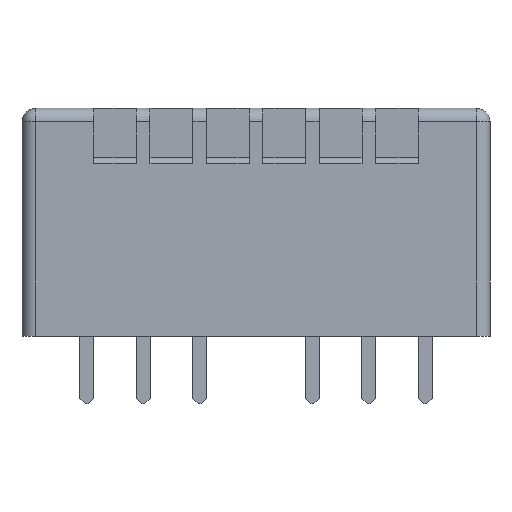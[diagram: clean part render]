
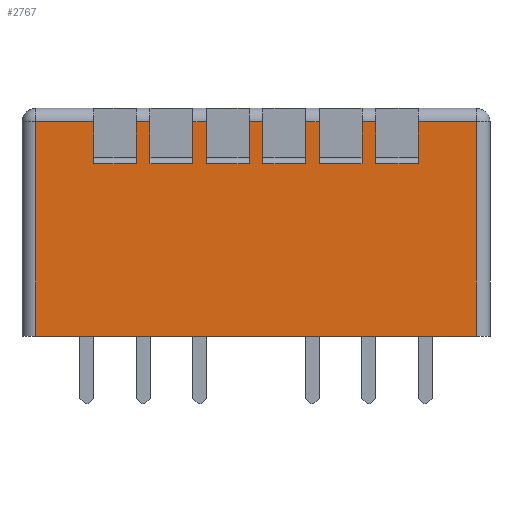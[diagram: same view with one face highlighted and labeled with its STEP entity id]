
A CAD part, left-side view. The second image highlights one B-rep face of the part: STEP entity #2767.
In plain terms, the highlighted planar face has unit normal (-1, 0, 0).
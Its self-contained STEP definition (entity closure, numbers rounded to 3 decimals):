
#131=PLANE('',#2977);
#259=FACE_OUTER_BOUND('',#405,.T.);
#405=EDGE_LOOP('',(#2189,#2190,#2191,#2192,#2193,#2194,#2195,#2196,#2197,
#2198,#2199,#2200,#2201,#2202,#2203,#2204,#2205,#2206,#2207,#2208,#2209,
#2210,#2211,#2212,#2213,#2214,#2215,#2216));
#494=LINE('',#3834,#826);
#499=LINE('',#3849,#831);
#504=LINE('',#3864,#836);
#509=LINE('',#3879,#841);
#514=LINE('',#3894,#846);
#519=LINE('',#3909,#851);
#562=LINE('',#4031,#894);
#565=LINE('',#4040,#897);
#569=LINE('',#4049,#901);
#572=LINE('',#4058,#904);
#576=LINE('',#4067,#908);
#579=LINE('',#4076,#911);
#602=LINE('',#4136,#934);
#607=LINE('',#4147,#939);
#609=LINE('',#4154,#941);
#614=LINE('',#4165,#946);
#618=LINE('',#4175,#950);
#621=LINE('',#4184,#953);
#637=LINE('',#4224,#969);
#639=LINE('',#4229,#971);
#642=LINE('',#4233,#974);
#643=LINE('',#4235,#975);
#646=LINE('',#4239,#978);
#648=LINE('',#4245,#980);
#649=LINE('',#4248,#981);
#650=LINE('',#4250,#982);
#651=LINE('',#4251,#983);
#652=LINE('',#4252,#984);
#826=VECTOR('',#3080,10.);
#831=VECTOR('',#3093,10.);
#836=VECTOR('',#3106,10.);
#841=VECTOR('',#3119,10.);
#846=VECTOR('',#3132,10.);
#851=VECTOR('',#3145,10.);
#894=VECTOR('',#3252,10.);
#897=VECTOR('',#3261,10.);
#901=VECTOR('',#3269,10.);
#904=VECTOR('',#3278,10.);
#908=VECTOR('',#3286,10.);
#911=VECTOR('',#3295,10.);
#934=VECTOR('',#3352,10.);
#939=VECTOR('',#3361,10.);
#941=VECTOR('',#3369,10.);
#946=VECTOR('',#3378,10.);
#950=VECTOR('',#3388,10.);
#953=VECTOR('',#3397,10.);
#969=VECTOR('',#3435,10.);
#971=VECTOR('',#3441,10.);
#974=VECTOR('',#3446,10.);
#975=VECTOR('',#3449,10.);
#978=VECTOR('',#3454,10.);
#980=VECTOR('',#3460,10.);
#981=VECTOR('',#3463,10.);
#982=VECTOR('',#3464,10.);
#983=VECTOR('',#3465,10.);
#984=VECTOR('',#3466,10.);
#1221=VERTEX_POINT('',#3827);
#1224=VERTEX_POINT('',#3832);
#1227=VERTEX_POINT('',#3842);
#1230=VERTEX_POINT('',#3847);
#1233=VERTEX_POINT('',#3857);
#1236=VERTEX_POINT('',#3862);
#1239=VERTEX_POINT('',#3872);
#1242=VERTEX_POINT('',#3877);
#1245=VERTEX_POINT('',#3887);
#1248=VERTEX_POINT('',#3892);
#1251=VERTEX_POINT('',#3902);
#1254=VERTEX_POINT('',#3907);
#1300=VERTEX_POINT('',#4026);
#1303=VERTEX_POINT('',#4037);
#1306=VERTEX_POINT('',#4044);
#1309=VERTEX_POINT('',#4055);
#1312=VERTEX_POINT('',#4062);
#1315=VERTEX_POINT('',#4073);
#1335=VERTEX_POINT('',#4133);
#1339=VERTEX_POINT('',#4142);
#1341=VERTEX_POINT('',#4151);
#1345=VERTEX_POINT('',#4160);
#1348=VERTEX_POINT('',#4170);
#1351=VERTEX_POINT('',#4181);
#1365=VERTEX_POINT('',#4223);
#1368=VERTEX_POINT('',#4243);
#1369=VERTEX_POINT('',#4247);
#1370=VERTEX_POINT('',#4249);
#1484=EDGE_CURVE('',#1224,#1221,#494,.T.);
#1491=EDGE_CURVE('',#1230,#1227,#499,.T.);
#1498=EDGE_CURVE('',#1236,#1233,#504,.T.);
#1505=EDGE_CURVE('',#1242,#1239,#509,.T.);
#1512=EDGE_CURVE('',#1248,#1245,#514,.T.);
#1519=EDGE_CURVE('',#1254,#1251,#519,.T.);
#1577=EDGE_CURVE('',#1300,#1221,#562,.T.);
#1581=EDGE_CURVE('',#1224,#1303,#565,.T.);
#1586=EDGE_CURVE('',#1306,#1245,#569,.T.);
#1590=EDGE_CURVE('',#1248,#1309,#572,.T.);
#1595=EDGE_CURVE('',#1312,#1239,#576,.T.);
#1599=EDGE_CURVE('',#1242,#1315,#579,.T.);
#1629=EDGE_CURVE('',#1230,#1335,#602,.T.);
#1635=EDGE_CURVE('',#1339,#1227,#607,.T.);
#1638=EDGE_CURVE('',#1254,#1341,#609,.T.);
#1644=EDGE_CURVE('',#1345,#1251,#614,.T.);
#1649=EDGE_CURVE('',#1348,#1233,#618,.T.);
#1653=EDGE_CURVE('',#1236,#1351,#621,.T.);
#1673=EDGE_CURVE('',#1345,#1365,#637,.T.);
#1676=EDGE_CURVE('',#1339,#1351,#639,.T.);
#1679=EDGE_CURVE('',#1348,#1315,#642,.T.);
#1680=EDGE_CURVE('',#1306,#1341,#643,.T.);
#1683=EDGE_CURVE('',#1312,#1309,#646,.T.);
#1686=EDGE_CURVE('',#1368,#1303,#648,.T.);
#1687=EDGE_CURVE('',#1369,#1368,#649,.T.);
#1688=EDGE_CURVE('',#1370,#1369,#650,.T.);
#1689=EDGE_CURVE('',#1365,#1370,#651,.T.);
#1690=EDGE_CURVE('',#1300,#1335,#652,.T.);
#2189=ORIENTED_EDGE('',*,*,#1581,.T.);
#2190=ORIENTED_EDGE('',*,*,#1686,.F.);
#2191=ORIENTED_EDGE('',*,*,#1687,.F.);
#2192=ORIENTED_EDGE('',*,*,#1688,.F.);
#2193=ORIENTED_EDGE('',*,*,#1689,.F.);
#2194=ORIENTED_EDGE('',*,*,#1673,.F.);
#2195=ORIENTED_EDGE('',*,*,#1644,.T.);
#2196=ORIENTED_EDGE('',*,*,#1519,.F.);
#2197=ORIENTED_EDGE('',*,*,#1638,.T.);
#2198=ORIENTED_EDGE('',*,*,#1680,.F.);
#2199=ORIENTED_EDGE('',*,*,#1586,.T.);
#2200=ORIENTED_EDGE('',*,*,#1512,.F.);
#2201=ORIENTED_EDGE('',*,*,#1590,.T.);
#2202=ORIENTED_EDGE('',*,*,#1683,.F.);
#2203=ORIENTED_EDGE('',*,*,#1595,.T.);
#2204=ORIENTED_EDGE('',*,*,#1505,.F.);
#2205=ORIENTED_EDGE('',*,*,#1599,.T.);
#2206=ORIENTED_EDGE('',*,*,#1679,.F.);
#2207=ORIENTED_EDGE('',*,*,#1649,.T.);
#2208=ORIENTED_EDGE('',*,*,#1498,.F.);
#2209=ORIENTED_EDGE('',*,*,#1653,.T.);
#2210=ORIENTED_EDGE('',*,*,#1676,.F.);
#2211=ORIENTED_EDGE('',*,*,#1635,.T.);
#2212=ORIENTED_EDGE('',*,*,#1491,.F.);
#2213=ORIENTED_EDGE('',*,*,#1629,.T.);
#2214=ORIENTED_EDGE('',*,*,#1690,.F.);
#2215=ORIENTED_EDGE('',*,*,#1577,.T.);
#2216=ORIENTED_EDGE('',*,*,#1484,.F.);
#2767=ADVANCED_FACE('',(#259),#131,.T.);
#2977=AXIS2_PLACEMENT_3D('',#4246,#3461,#3462);
#3080=DIRECTION('',(0.,-1.,0.));
#3093=DIRECTION('',(0.,-1.,0.));
#3106=DIRECTION('',(0.,-1.,0.));
#3119=DIRECTION('',(0.,-1.,0.));
#3132=DIRECTION('',(0.,-1.,0.));
#3145=DIRECTION('',(0.,-1.,0.));
#3252=DIRECTION('',(0.,0.,-1.));
#3261=DIRECTION('',(0.,0.,1.));
#3269=DIRECTION('',(0.,0.,-1.));
#3278=DIRECTION('',(0.,0.,1.));
#3286=DIRECTION('',(0.,0.,-1.));
#3295=DIRECTION('',(0.,0.,1.));
#3352=DIRECTION('',(0.,0.,1.));
#3361=DIRECTION('',(0.,0.,-1.));
#3369=DIRECTION('',(0.,0.,1.));
#3378=DIRECTION('',(0.,0.,-1.));
#3388=DIRECTION('',(0.,0.,-1.));
#3397=DIRECTION('',(0.,0.,1.));
#3435=DIRECTION('',(0.,-1.,0.));
#3441=DIRECTION('',(0.,-1.,0.));
#3446=DIRECTION('',(0.,-1.,0.));
#3449=DIRECTION('',(0.,-1.,0.));
#3454=DIRECTION('',(0.,-1.,0.));
#3460=DIRECTION('',(0.,-1.,0.));
#3461=DIRECTION('center_axis',(-1.,0.,0.));
#3462=DIRECTION('ref_axis',(0.,-1.,0.));
#3463=DIRECTION('',(0.,0.,1.));
#3464=DIRECTION('',(0.,1.,0.));
#3465=DIRECTION('',(0.,0.,-1.));
#3466=DIRECTION('',(0.,-1.,0.));
#3827=CARTESIAN_POINT('',(-26.,10.6,15.3));
#3832=CARTESIAN_POINT('',(-26.,14.4,15.3));
#3834=CARTESIAN_POINT('',(-26.,16.625,15.3));
#3842=CARTESIAN_POINT('',(-26.,5.6,15.3));
#3847=CARTESIAN_POINT('',(-26.,9.4,15.3));
#3849=CARTESIAN_POINT('',(-26.,14.125,15.3));
#3857=CARTESIAN_POINT('',(-26.,0.6,15.3));
#3862=CARTESIAN_POINT('',(-26.,4.4,15.3));
#3864=CARTESIAN_POINT('',(-26.,11.625,15.3));
#3872=CARTESIAN_POINT('',(-26.,-4.4,15.3));
#3877=CARTESIAN_POINT('',(-26.,-0.6,15.3));
#3879=CARTESIAN_POINT('',(-26.,9.125,15.3));
#3887=CARTESIAN_POINT('',(-26.,-9.4,15.3));
#3892=CARTESIAN_POINT('',(-26.,-5.6,15.3));
#3894=CARTESIAN_POINT('',(-26.,6.625,15.3));
#3902=CARTESIAN_POINT('',(-26.,-14.4,15.3));
#3907=CARTESIAN_POINT('',(-26.,-10.6,15.3));
#3909=CARTESIAN_POINT('',(-26.,4.125,15.3));
#4026=CARTESIAN_POINT('',(-26.,10.6,19.));
#4031=CARTESIAN_POINT('',(-26.,10.6,10.1));
#4037=CARTESIAN_POINT('',(-26.,14.4,19.));
#4040=CARTESIAN_POINT('',(-26.,14.4,10.1));
#4044=CARTESIAN_POINT('',(-26.,-9.4,19.));
#4049=CARTESIAN_POINT('',(-26.,-9.4,10.1));
#4055=CARTESIAN_POINT('',(-26.,-5.6,19.));
#4058=CARTESIAN_POINT('',(-26.,-5.6,10.1));
#4062=CARTESIAN_POINT('',(-26.,-4.4,19.));
#4067=CARTESIAN_POINT('',(-26.,-4.4,10.1));
#4073=CARTESIAN_POINT('',(-26.,-0.6,19.));
#4076=CARTESIAN_POINT('',(-26.,-0.6,10.1));
#4133=CARTESIAN_POINT('',(-26.,9.4,19.));
#4136=CARTESIAN_POINT('',(-26.,9.4,10.1));
#4142=CARTESIAN_POINT('',(-26.,5.6,19.));
#4147=CARTESIAN_POINT('',(-26.,5.6,10.1));
#4151=CARTESIAN_POINT('',(-26.,-10.6,19.));
#4154=CARTESIAN_POINT('',(-26.,-10.6,10.1));
#4160=CARTESIAN_POINT('',(-26.,-14.4,19.));
#4165=CARTESIAN_POINT('',(-26.,-14.4,10.1));
#4170=CARTESIAN_POINT('',(-26.,0.6,19.));
#4175=CARTESIAN_POINT('',(-26.,0.6,10.1));
#4181=CARTESIAN_POINT('',(-26.,4.4,19.));
#4184=CARTESIAN_POINT('',(-26.,4.4,10.1));
#4223=CARTESIAN_POINT('',(-26.,-19.55,19.));
#4224=CARTESIAN_POINT('',(-26.,10.375,19.));
#4229=CARTESIAN_POINT('',(-26.,10.375,19.));
#4233=CARTESIAN_POINT('',(-26.,10.375,19.));
#4235=CARTESIAN_POINT('',(-26.,10.375,19.));
#4239=CARTESIAN_POINT('',(-26.,10.375,19.));
#4243=CARTESIAN_POINT('',(-26.,19.55,19.));
#4245=CARTESIAN_POINT('',(-26.,10.375,19.));
#4246=CARTESIAN_POINT('Origin',(-26.,20.75,0.));
#4247=CARTESIAN_POINT('',(-26.,19.55,0.));
#4248=CARTESIAN_POINT('',(-26.,19.55,0.));
#4249=CARTESIAN_POINT('',(-26.,-19.55,0.));
#4250=CARTESIAN_POINT('',(-26.,-20.75,0.));
#4251=CARTESIAN_POINT('',(-26.,-19.55,0.));
#4252=CARTESIAN_POINT('',(-26.,10.375,19.));
